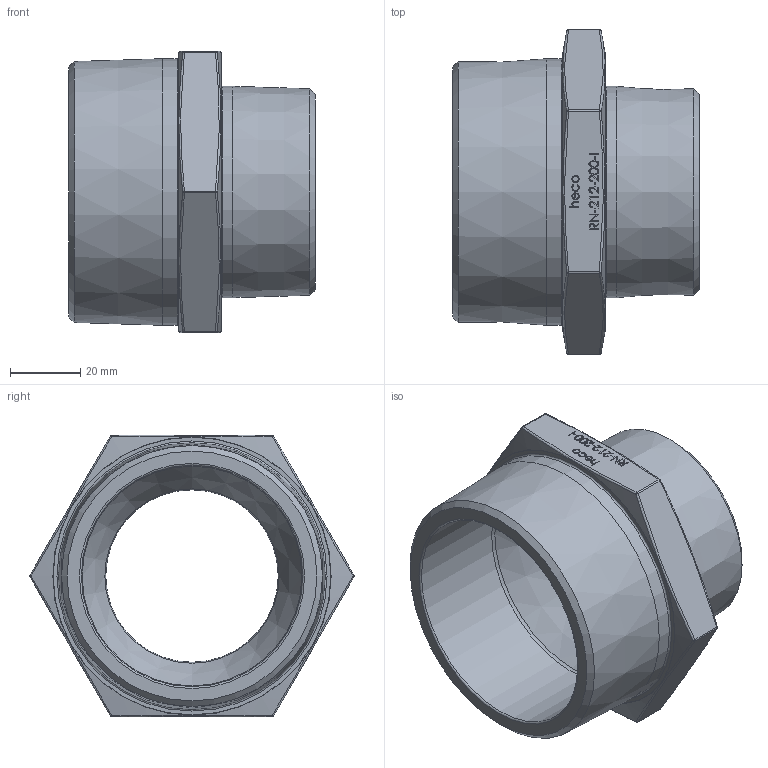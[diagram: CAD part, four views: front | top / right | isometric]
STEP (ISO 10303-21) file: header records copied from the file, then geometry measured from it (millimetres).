
FILE_DESCRIPTION (( 'STEP AP214' ), '1' );
FILE_NAME ('RN-212-200-I 2309.STEP', '2023-09-18T09:33:51', ( '' ), ( '' ), 'SwSTEP 2.0', 'SolidWorks 2019', '' );
FILE_SCHEMA (( 'AUTOMOTIVE_DESIGN' ));
Length unit declared in the file: millimetre
Products named in the file (1): RN-212-200-I  2309
Bounding box: 70 x 92.22 x 80.01 mm (x, y, z)
Volume: 102960.7 mm3; surface area: 33249.1 mm2
Topology: 1 solids, 1 shells, 230 faces, 581 edges, 372 vertices
Faces by surface type: plane 105, bspline 88, sphere 12, cylinder 10, torus 8, cone 7
Full cylindrical faces by diameter (mm): 49 x1, 60.083 x1, 63 x1, 75.759 x1
Entity records: 13398 total; most frequent: CARTESIAN_POINT 6781, ORIENTED_EDGE 1088, DIRECTION 712, EDGE_CURVE 544, VERTEX_POINT 358, LINE 310, VECTOR 310, EDGE_LOOP 274
